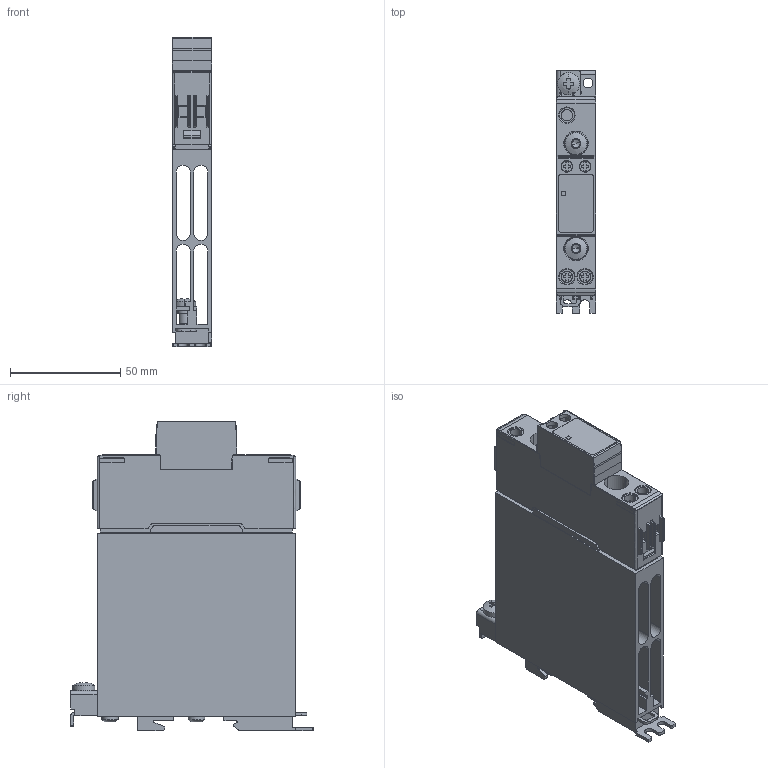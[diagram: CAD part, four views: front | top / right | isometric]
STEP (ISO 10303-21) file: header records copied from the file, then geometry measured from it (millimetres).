
FILE_DESCRIPTION((''),'2;1');
FILE_NAME('CGI0890-01.stp','2012-08-16T13:52:28',(''),(''),'Mechanical Desktop 2009','Mechanical Desktop 2009',', , ');
FILE_SCHEMA(('CONFIG_CONTROL_DESIGN'));
Length unit declared in the file: millimetre
Products named in the file (2): Product; CGI0890-01
Assembly tree (1 placements, depth 2):
  Product
    CGI0890-01
Bounding box: 17.8 x 110 x 140.28 mm (x, y, z)
Volume: 122009.4 mm3; surface area: 65081.9 mm2
Topology: 7 solids, 7 shells, 1088 faces, 2863 edges, 1807 vertices
Faces by surface type: bspline 451, plane 392, cylinder 195, cone 23, torus 18, sphere 9
Entity records: 38672 total; most frequent: CARTESIAN_POINT 12762, ORIENTED_EDGE 5692, DIRECTION 4908, EDGE_CURVE 2846, VECTOR 1860, LINE 1860, VERTEX_POINT 1807, AXIS2_PLACEMENT_3D 1524
